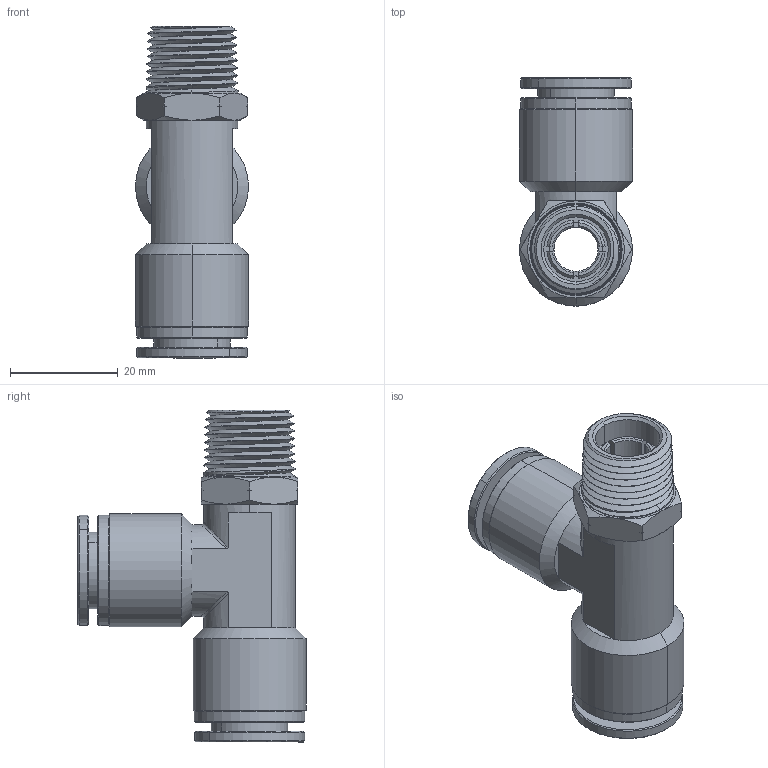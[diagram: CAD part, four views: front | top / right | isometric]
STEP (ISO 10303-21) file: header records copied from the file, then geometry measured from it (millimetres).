
FILE_DESCRIPTION (( 'STEP AP214' ), '1' );
FILE_NAME ('RTS1-2N3-8W.STEP', '2018-07-26T16:54:01', ( '' ), ( '' ), 'SwSTEP 2.0', 'SolidWorks 2016', '' );
FILE_SCHEMA (( 'AUTOMOTIVE_DESIGN' ));
Length unit declared in the file: millimetre
Products named in the file (1): RTS1-2N3-8W
Bounding box: 21 x 42.39 x 61.69 mm (x, y, z)
Volume: 12898.7 mm3; surface area: 18105.2 mm2
Topology: 12 solids, 12 shells, 976 faces, 2683 edges, 1749 vertices
Faces by surface type: plane 354, cone 334, cylinder 156, bspline 128, torus 4
Entity records: 48739 total; most frequent: CARTESIAN_POINT 14829, ORIENTED_EDGE 5366, DIRECTION 4188, EDGE_CURVE 2683, VERTEX_POINT 1749, AXIS2_PLACEMENT_3D 1705, EDGE_LOOP 1020, B_SPLINE_CURVE_WITH_KNOTS 1020
